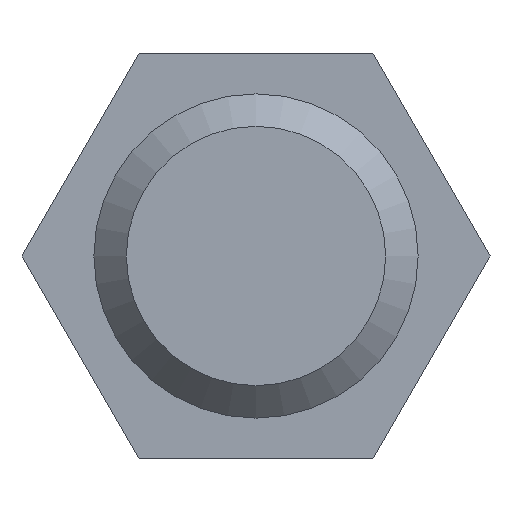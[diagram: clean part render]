
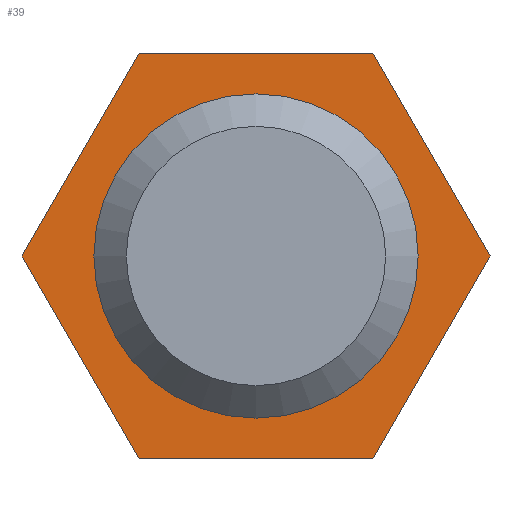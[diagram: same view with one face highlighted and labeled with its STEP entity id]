
A CAD part, left-side view. The second image highlights one B-rep face of the part: STEP entity #39.
In plain terms, the highlighted planar face has unit normal (-1, 0, 0).
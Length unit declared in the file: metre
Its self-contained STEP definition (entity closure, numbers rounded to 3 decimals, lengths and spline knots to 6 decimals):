
#39 = ADVANCED_FACE( '', ( #81, #82 ), #83, .F. );
#81 = FACE_BOUND( '', #124, .T. );
#82 = FACE_OUTER_BOUND( '', #125, .T. );
#83 = PLANE( '', #126 );
#124 = EDGE_LOOP( '', ( #168 ) );
#125 = EDGE_LOOP( '', ( #169, #170, #171, #172, #173, #174 ) );
#126 = AXIS2_PLACEMENT_3D( '', #175, #176, #177 );
#168 = ORIENTED_EDGE( '', *, *, #246, .T. );
#169 = ORIENTED_EDGE( '', *, *, #248, .F. );
#170 = ORIENTED_EDGE( '', *, *, #249, .F. );
#171 = ORIENTED_EDGE( '', *, *, #250, .F. );
#172 = ORIENTED_EDGE( '', *, *, #240, .F. );
#173 = ORIENTED_EDGE( '', *, *, #251, .F. );
#174 = ORIENTED_EDGE( '', *, *, #252, .F. );
#175 = CARTESIAN_POINT( '', ( 0.0635, 2.881293, 1.492881 ) );
#176 = DIRECTION( '', ( 1., 0., 0. ) );
#177 = DIRECTION( '', ( 0., 1., 0. ) );
#240 = EDGE_CURVE( '', #272, #273, #274, .T. );
#246 = EDGE_CURVE( '', #283, #283, #284, .T. );
#248 = EDGE_CURVE( '', #286, #287, #288, .T. );
#249 = EDGE_CURVE( '', #289, #286, #290, .T. );
#250 = EDGE_CURVE( '', #273, #289, #291, .T. );
#251 = EDGE_CURVE( '', #292, #272, #293, .T. );
#252 = EDGE_CURVE( '', #287, #292, #294, .T. );
#272 = VERTEX_POINT( '', #319 );
#273 = VERTEX_POINT( '', #320 );
#274 = LINE( '', #321, #322 );
#283 = VERTEX_POINT( '', #334 );
#284 = CIRCLE( '', #335, 0.0127 );
#286 = VERTEX_POINT( '', #337 );
#287 = VERTEX_POINT( '', #338 );
#288 = LINE( '', #339, #340 );
#289 = VERTEX_POINT( '', #341 );
#290 = LINE( '', #342, #343 );
#291 = LINE( '', #344, #345 );
#292 = VERTEX_POINT( '', #346 );
#293 = LINE( '', #347, #348 );
#294 = LINE( '', #349, #350 );
#319 = CARTESIAN_POINT( '', ( 0.0635, 2.862962, 1.492881 ) );
#320 = CARTESIAN_POINT( '', ( 0.0635, 2.872127, 1.477006 ) );
#321 = CARTESIAN_POINT( '', ( 0.0635, 2.867544, 1.484944 ) );
#322 = VECTOR( '', #383, 1. );
#334 = CARTESIAN_POINT( '', ( 0.0635, 2.881293, 1.480181 ) );
#335 = AXIS2_PLACEMENT_3D( '', #390, #391, #392 );
#337 = CARTESIAN_POINT( '', ( 0.0635, 2.899623, 1.492881 ) );
#338 = CARTESIAN_POINT( '', ( 0.0635, 2.890458, 1.508756 ) );
#339 = CARTESIAN_POINT( '', ( 0.0635, 2.895041, 1.500819 ) );
#340 = VECTOR( '', #393, 1. );
#341 = CARTESIAN_POINT( '', ( 0.0635, 2.890458, 1.477006 ) );
#342 = CARTESIAN_POINT( '', ( 0.0635, 2.895041, 1.484944 ) );
#343 = VECTOR( '', #394, 1. );
#344 = CARTESIAN_POINT( '', ( 0.0635, 2.881293, 1.477006 ) );
#345 = VECTOR( '', #395, 1. );
#346 = CARTESIAN_POINT( '', ( 0.0635, 2.872127, 1.508756 ) );
#347 = CARTESIAN_POINT( '', ( 0.0635, 2.867544, 1.500819 ) );
#348 = VECTOR( '', #396, 1. );
#349 = CARTESIAN_POINT( '', ( 0.0635, 2.881293, 1.508756 ) );
#350 = VECTOR( '', #397, 1. );
#383 = DIRECTION( '', ( 0., 0.5, -0.866 ) );
#390 = CARTESIAN_POINT( '', ( 0.0635, 2.881293, 1.492881 ) );
#391 = DIRECTION( '', ( 1., 0., 0. ) );
#392 = DIRECTION( '', ( 0., 0., -1. ) );
#393 = DIRECTION( '', ( 0., -0.5, 0.866 ) );
#394 = DIRECTION( '', ( 0., 0.5, 0.866 ) );
#395 = DIRECTION( '', ( 0., 1., 0. ) );
#396 = DIRECTION( '', ( 0., -0.5, -0.866 ) );
#397 = DIRECTION( '', ( 0., -1., 0. ) );
